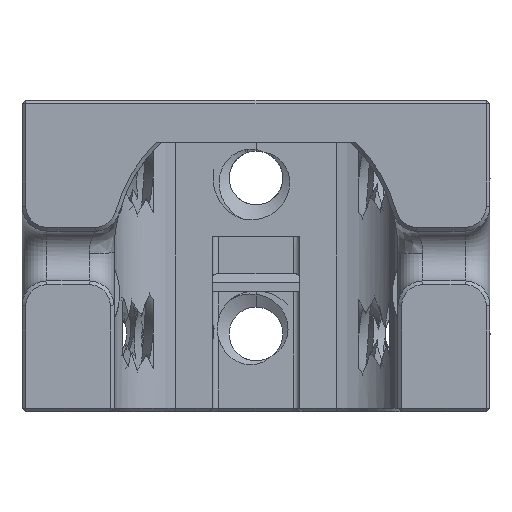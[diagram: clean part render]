
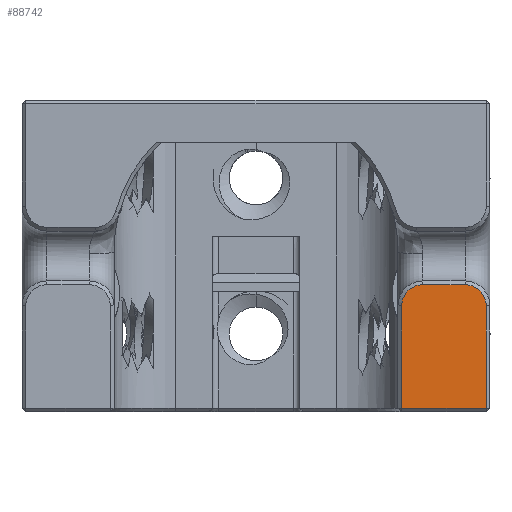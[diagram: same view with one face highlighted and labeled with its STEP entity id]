
A CAD part, front view. The second image highlights one B-rep face of the part: STEP entity #88742.
In plain terms, the highlighted planar face has unit normal (0, -1, 0).
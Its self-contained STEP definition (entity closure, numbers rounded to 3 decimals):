
#3839 = PLANE('',#3840);
#3840 = AXIS2_PLACEMENT_3D('',#3841,#3842,#3843);
#3841 = CARTESIAN_POINT('',(11.526,-56.1,-16.5));
#3842 = DIRECTION('',(-0.707,-0.707,0.));
#3843 = DIRECTION('',(0.,0.,-1.));
#5206 = PLANE('',#5207);
#5207 = AXIS2_PLACEMENT_3D('',#5208,#5209,#5210);
#5208 = CARTESIAN_POINT('',(18.6,-56.1,-25.));
#5209 = DIRECTION('',(0.707,-0.707,0.));
#5210 = DIRECTION('',(0.,0.,1.));
#32615 = CONICAL_SURFACE('',#32616,2.,0.785);
#32616 = AXIS2_PLACEMENT_3D('',#32617,#32618,#32619);
#32617 = CARTESIAN_POINT('',(13.376,-55.95,-16.5));
#32618 = DIRECTION('',(0.,1.,0.));
#32619 = DIRECTION('',(0.,0.,1.));
#32631 = VERTEX_POINT('',#32632);
#32632 = CARTESIAN_POINT('',(11.676,-56.25,-16.5));
#32653 = VERTEX_POINT('',#32654);
#32654 = CARTESIAN_POINT('',(11.676,-56.25,-24.7));
#32680 = EDGE_CURVE('',#32631,#32653,#32681,.T.);
#32681 = SURFACE_CURVE('',#32682,(#32686,#32693),.PCURVE_S1.);
#32682 = LINE('',#32683,#32684);
#32683 = CARTESIAN_POINT('',(11.676,-56.25,-16.5));
#32684 = VECTOR('',#32685,1.);
#32685 = DIRECTION('',(-0.,-0.,-1.));
#32686 = PCURVE('',#3839,#32687);
#32687 = DEFINITIONAL_REPRESENTATION('',(#32688),#32692);
#32688 = LINE('',#32689,#32690);
#32689 = CARTESIAN_POINT('',(0.,0.212));
#32690 = VECTOR('',#32691,1.);
#32691 = DIRECTION('',(1.,0.));
#32692 = ( GEOMETRIC_REPRESENTATION_CONTEXT(2) 
PARAMETRIC_REPRESENTATION_CONTEXT() REPRESENTATION_CONTEXT('2D SPACE',''
  ) );
#32693 = PCURVE('',#32694,#32699);
#32694 = PLANE('',#32695);
#32695 = AXIS2_PLACEMENT_3D('',#32696,#32697,#32698);
#32696 = CARTESIAN_POINT('',(0.,-56.25,
    -10.268));
#32697 = DIRECTION('',(0.,-1.,0.));
#32698 = DIRECTION('',(-1.,0.,0.));
#32699 = DEFINITIONAL_REPRESENTATION('',(#32700),#32704);
#32700 = LINE('',#32701,#32702);
#32701 = CARTESIAN_POINT('',(-11.676,6.232));
#32702 = VECTOR('',#32703,1.);
#32703 = DIRECTION('',(-0.,1.));
#32704 = ( GEOMETRIC_REPRESENTATION_CONTEXT(2) 
PARAMETRIC_REPRESENTATION_CONTEXT() REPRESENTATION_CONTEXT('2D SPACE',''
  ) );
#38515 = CONICAL_SURFACE('',#38516,2.,0.785);
#38516 = AXIS2_PLACEMENT_3D('',#38517,#38518,#38519);
#38517 = CARTESIAN_POINT('',(16.75,-55.95,-16.5));
#38518 = DIRECTION('',(0.,1.,0.));
#38519 = DIRECTION('',(1.,0.,0.));
#38532 = VERTEX_POINT('',#38533);
#38533 = CARTESIAN_POINT('',(18.45,-56.25,-16.5));
#38552 = EDGE_CURVE('',#38553,#38532,#38555,.T.);
#38553 = VERTEX_POINT('',#38554);
#38554 = CARTESIAN_POINT('',(18.45,-56.25,-24.7));
#38555 = SURFACE_CURVE('',#38556,(#38560,#38567),.PCURVE_S1.);
#38556 = LINE('',#38557,#38558);
#38557 = CARTESIAN_POINT('',(18.45,-56.25,-25.));
#38558 = VECTOR('',#38559,1.);
#38559 = DIRECTION('',(0.,0.,1.));
#38560 = PCURVE('',#5206,#38561);
#38561 = DEFINITIONAL_REPRESENTATION('',(#38562),#38566);
#38562 = LINE('',#38563,#38564);
#38563 = CARTESIAN_POINT('',(0.,0.212));
#38564 = VECTOR('',#38565,1.);
#38565 = DIRECTION('',(1.,0.));
#38566 = ( GEOMETRIC_REPRESENTATION_CONTEXT(2) 
PARAMETRIC_REPRESENTATION_CONTEXT() REPRESENTATION_CONTEXT('2D SPACE',''
  ) );
#38567 = PCURVE('',#32694,#38568);
#38568 = DEFINITIONAL_REPRESENTATION('',(#38569),#38573);
#38569 = LINE('',#38570,#38571);
#38570 = CARTESIAN_POINT('',(-18.45,14.732));
#38571 = VECTOR('',#38572,1.);
#38572 = DIRECTION('',(0.,-1.));
#38573 = ( GEOMETRIC_REPRESENTATION_CONTEXT(2) 
PARAMETRIC_REPRESENTATION_CONTEXT() REPRESENTATION_CONTEXT('2D SPACE',''
  ) );
#88630 = PLANE('',#88631);
#88631 = AXIS2_PLACEMENT_3D('',#88632,#88633,#88634);
#88632 = CARTESIAN_POINT('',(16.75,-56.1,-14.65));
#88633 = DIRECTION('',(0.,0.707,-0.707));
#88634 = DIRECTION('',(1.,0.,0.));
#88668 = VERTEX_POINT('',#88669);
#88669 = CARTESIAN_POINT('',(13.376,-56.25,-14.8));
#88690 = EDGE_CURVE('',#88668,#32631,#88691,.T.);
#88691 = SURFACE_CURVE('',#88692,(#88697,#88704),.PCURVE_S1.);
#88692 = CIRCLE('',#88693,1.7);
#88693 = AXIS2_PLACEMENT_3D('',#88694,#88695,#88696);
#88694 = CARTESIAN_POINT('',(13.376,-56.25,-16.5));
#88695 = DIRECTION('',(0.,-1.,0.));
#88696 = DIRECTION('',(0.,0.,1.));
#88697 = PCURVE('',#32615,#88698);
#88698 = DEFINITIONAL_REPRESENTATION('',(#88699),#88703);
#88699 = LINE('',#88700,#88701);
#88700 = CARTESIAN_POINT('',(-0.,-0.3));
#88701 = VECTOR('',#88702,1.);
#88702 = DIRECTION('',(-1.,-0.));
#88703 = ( GEOMETRIC_REPRESENTATION_CONTEXT(2) 
PARAMETRIC_REPRESENTATION_CONTEXT() REPRESENTATION_CONTEXT('2D SPACE',''
  ) );
#88704 = PCURVE('',#32694,#88705);
#88705 = DEFINITIONAL_REPRESENTATION('',(#88706),#88710);
#88706 = CIRCLE('',#88707,1.7);
#88707 = AXIS2_PLACEMENT_2D('',#88708,#88709);
#88708 = CARTESIAN_POINT('',(-13.376,6.232));
#88709 = DIRECTION('',(0.,-1.));
#88710 = ( GEOMETRIC_REPRESENTATION_CONTEXT(2) 
PARAMETRIC_REPRESENTATION_CONTEXT() REPRESENTATION_CONTEXT('2D SPACE',''
  ) );
#88729 = PLANE('',#88730);
#88730 = AXIS2_PLACEMENT_3D('',#88731,#88732,#88733);
#88731 = CARTESIAN_POINT('',(11.376,-56.1,-24.85));
#88732 = DIRECTION('',(0.,0.707,0.707));
#88733 = DIRECTION('',(1.,0.,0.));
#88742 = ADVANCED_FACE('',(#88743),#32694,.T.);
#88743 = FACE_BOUND('',#88744,.T.);
#88744 = EDGE_LOOP('',(#88745,#88746,#88770,#88791,#88792,#88793));
#88745 = ORIENTED_EDGE('',*,*,#38552,.T.);
#88746 = ORIENTED_EDGE('',*,*,#88747,.T.);
#88747 = EDGE_CURVE('',#38532,#88748,#88750,.T.);
#88748 = VERTEX_POINT('',#88749);
#88749 = CARTESIAN_POINT('',(16.75,-56.25,-14.8));
#88750 = SURFACE_CURVE('',#88751,(#88756,#88763),.PCURVE_S1.);
#88751 = CIRCLE('',#88752,1.7);
#88752 = AXIS2_PLACEMENT_3D('',#88753,#88754,#88755);
#88753 = CARTESIAN_POINT('',(16.75,-56.25,-16.5));
#88754 = DIRECTION('',(0.,-1.,0.));
#88755 = DIRECTION('',(1.,0.,0.));
#88756 = PCURVE('',#32694,#88757);
#88757 = DEFINITIONAL_REPRESENTATION('',(#88758),#88762);
#88758 = CIRCLE('',#88759,1.7);
#88759 = AXIS2_PLACEMENT_2D('',#88760,#88761);
#88760 = CARTESIAN_POINT('',(-16.75,6.232));
#88761 = DIRECTION('',(-1.,0.));
#88762 = ( GEOMETRIC_REPRESENTATION_CONTEXT(2) 
PARAMETRIC_REPRESENTATION_CONTEXT() REPRESENTATION_CONTEXT('2D SPACE',''
  ) );
#88763 = PCURVE('',#38515,#88764);
#88764 = DEFINITIONAL_REPRESENTATION('',(#88765),#88769);
#88765 = LINE('',#88766,#88767);
#88766 = CARTESIAN_POINT('',(-0.,-0.3));
#88767 = VECTOR('',#88768,1.);
#88768 = DIRECTION('',(-1.,-0.));
#88769 = ( GEOMETRIC_REPRESENTATION_CONTEXT(2) 
PARAMETRIC_REPRESENTATION_CONTEXT() REPRESENTATION_CONTEXT('2D SPACE',''
  ) );
#88770 = ORIENTED_EDGE('',*,*,#88771,.T.);
#88771 = EDGE_CURVE('',#88748,#88668,#88772,.T.);
#88772 = SURFACE_CURVE('',#88773,(#88777,#88784),.PCURVE_S1.);
#88773 = LINE('',#88774,#88775);
#88774 = CARTESIAN_POINT('',(16.75,-56.25,-14.8));
#88775 = VECTOR('',#88776,1.);
#88776 = DIRECTION('',(-1.,0.,0.));
#88777 = PCURVE('',#32694,#88778);
#88778 = DEFINITIONAL_REPRESENTATION('',(#88779),#88783);
#88779 = LINE('',#88780,#88781);
#88780 = CARTESIAN_POINT('',(-16.75,4.532));
#88781 = VECTOR('',#88782,1.);
#88782 = DIRECTION('',(1.,0.));
#88783 = ( GEOMETRIC_REPRESENTATION_CONTEXT(2) 
PARAMETRIC_REPRESENTATION_CONTEXT() REPRESENTATION_CONTEXT('2D SPACE',''
  ) );
#88784 = PCURVE('',#88630,#88785);
#88785 = DEFINITIONAL_REPRESENTATION('',(#88786),#88790);
#88786 = LINE('',#88787,#88788);
#88787 = CARTESIAN_POINT('',(-0.,0.212));
#88788 = VECTOR('',#88789,1.);
#88789 = DIRECTION('',(-1.,0.));
#88790 = ( GEOMETRIC_REPRESENTATION_CONTEXT(2) 
PARAMETRIC_REPRESENTATION_CONTEXT() REPRESENTATION_CONTEXT('2D SPACE',''
  ) );
#88791 = ORIENTED_EDGE('',*,*,#88690,.T.);
#88792 = ORIENTED_EDGE('',*,*,#32680,.T.);
#88793 = ORIENTED_EDGE('',*,*,#88794,.T.);
#88794 = EDGE_CURVE('',#32653,#38553,#88795,.T.);
#88795 = SURFACE_CURVE('',#88796,(#88800,#88807),.PCURVE_S1.);
#88796 = LINE('',#88797,#88798);
#88797 = CARTESIAN_POINT('',(11.376,-56.25,-24.7));
#88798 = VECTOR('',#88799,1.);
#88799 = DIRECTION('',(1.,0.,0.));
#88800 = PCURVE('',#32694,#88801);
#88801 = DEFINITIONAL_REPRESENTATION('',(#88802),#88806);
#88802 = LINE('',#88803,#88804);
#88803 = CARTESIAN_POINT('',(-11.376,14.432));
#88804 = VECTOR('',#88805,1.);
#88805 = DIRECTION('',(-1.,0.));
#88806 = ( GEOMETRIC_REPRESENTATION_CONTEXT(2) 
PARAMETRIC_REPRESENTATION_CONTEXT() REPRESENTATION_CONTEXT('2D SPACE',''
  ) );
#88807 = PCURVE('',#88729,#88808);
#88808 = DEFINITIONAL_REPRESENTATION('',(#88809),#88813);
#88809 = LINE('',#88810,#88811);
#88810 = CARTESIAN_POINT('',(0.,-0.212));
#88811 = VECTOR('',#88812,1.);
#88812 = DIRECTION('',(1.,0.));
#88813 = ( GEOMETRIC_REPRESENTATION_CONTEXT(2) 
PARAMETRIC_REPRESENTATION_CONTEXT() REPRESENTATION_CONTEXT('2D SPACE',''
  ) );
